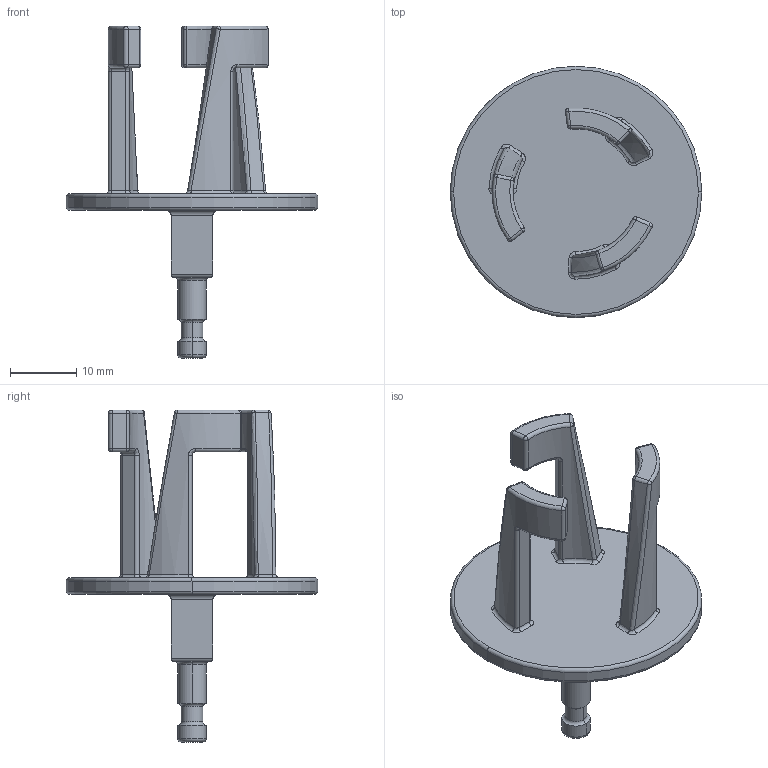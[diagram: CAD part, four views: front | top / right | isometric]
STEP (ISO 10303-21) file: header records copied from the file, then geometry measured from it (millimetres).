
FILE_DESCRIPTION((''),'2;1');
FILE_NAME('SHAFTANDCONNECTOR_07_1','2025-12-14T18:30:00',('zadro'),(''),'CREO PARAMETRIC BY PTC INC, 2025102','CREO PARAMETRIC BY PTC INC, 2025102','');
FILE_SCHEMA(('CONFIG_CONTROL_DESIGN'));
Length unit declared in the file: inch
Products named in the file (1): SHAFTANDCONNECTOR_07_1
Bounding box: 38.1 x 38.1 x 50.29 mm (x, y, z)
Volume: 4952.3 mm3; surface area: 4369.1 mm2
Topology: 1 solids, 1 shells, 150 faces, 314 edges, 170 vertices
Faces by surface type: cylinder 46, torus 36, bspline 27, plane 23, sphere 18
Entity records: 5024 total; most frequent: CARTESIAN_POINT 1891, DIRECTION 688, ORIENTED_EDGE 628, EDGE_CURVE 314, AXIS2_PLACEMENT_3D 301, CIRCLE 178, VERTEX_POINT 170, EDGE_LOOP 154
